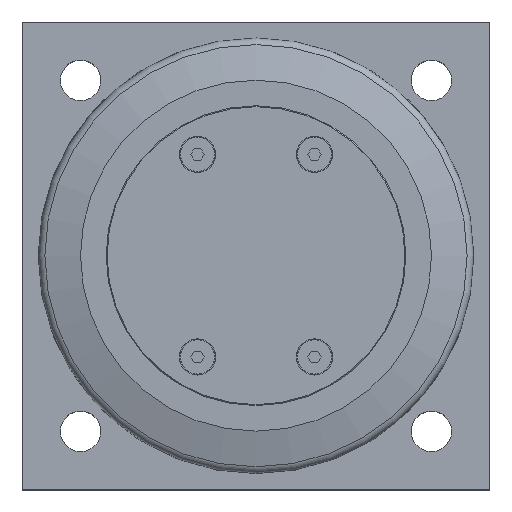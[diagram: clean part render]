
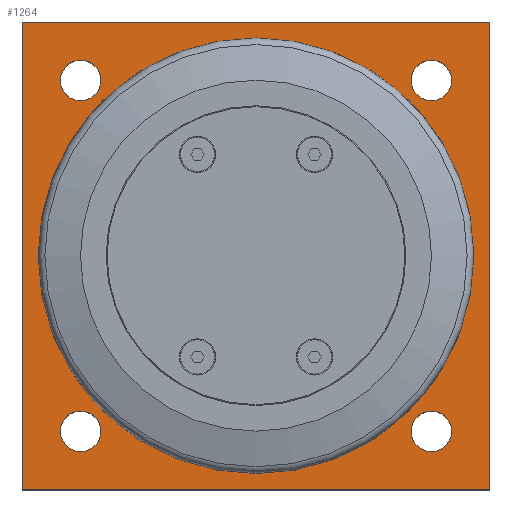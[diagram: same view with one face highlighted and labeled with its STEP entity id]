
A CAD part, top view. The second image highlights one B-rep face of the part: STEP entity #1264.
In plain terms, the highlighted planar face has unit normal (0, 0, 1).
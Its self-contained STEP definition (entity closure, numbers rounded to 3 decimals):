
#41=FACE_BOUND('',#282,.T.);
#42=FACE_BOUND('',#283,.T.);
#43=FACE_BOUND('',#284,.T.);
#44=FACE_BOUND('',#285,.T.);
#45=FACE_BOUND('',#286,.T.);
#104=CIRCLE('',#1409,51.);
#105=CIRCLE('',#1411,6.918);
#106=CIRCLE('',#1412,6.918);
#107=CIRCLE('',#1413,6.918);
#108=CIRCLE('',#1414,6.918);
#109=CIRCLE('',#1415,6.918);
#110=CIRCLE('',#1416,6.918);
#111=CIRCLE('',#1417,6.918);
#112=CIRCLE('',#1418,6.918);
#194=FACE_OUTER_BOUND('',#281,.T.);
#281=EDGE_LOOP('',(#1099,#1100,#1101,#1102));
#282=EDGE_LOOP('',(#1103,#1104));
#283=EDGE_LOOP('',(#1105,#1106));
#284=EDGE_LOOP('',(#1107,#1108));
#285=EDGE_LOOP('',(#1109,#1110));
#286=EDGE_LOOP('',(#1111));
#391=LINE('',#2155,#498);
#392=LINE('',#2157,#499);
#393=LINE('',#2159,#500);
#394=LINE('',#2160,#501);
#498=VECTOR('',#1759,10.);
#499=VECTOR('',#1760,10.);
#500=VECTOR('',#1761,10.);
#501=VECTOR('',#1762,10.);
#613=VERTEX_POINT('',#2149);
#614=VERTEX_POINT('',#2153);
#615=VERTEX_POINT('',#2154);
#616=VERTEX_POINT('',#2156);
#617=VERTEX_POINT('',#2158);
#618=VERTEX_POINT('',#2161);
#619=VERTEX_POINT('',#2162);
#620=VERTEX_POINT('',#2165);
#621=VERTEX_POINT('',#2166);
#622=VERTEX_POINT('',#2169);
#623=VERTEX_POINT('',#2170);
#624=VERTEX_POINT('',#2173);
#625=VERTEX_POINT('',#2174);
#779=EDGE_CURVE('',#613,#613,#104,.T.);
#780=EDGE_CURVE('',#614,#615,#391,.T.);
#781=EDGE_CURVE('',#616,#614,#392,.T.);
#782=EDGE_CURVE('',#617,#616,#393,.T.);
#783=EDGE_CURVE('',#615,#617,#394,.T.);
#784=EDGE_CURVE('',#618,#619,#105,.T.);
#785=EDGE_CURVE('',#619,#618,#106,.T.);
#786=EDGE_CURVE('',#620,#621,#107,.T.);
#787=EDGE_CURVE('',#621,#620,#108,.T.);
#788=EDGE_CURVE('',#622,#623,#109,.T.);
#789=EDGE_CURVE('',#623,#622,#110,.T.);
#790=EDGE_CURVE('',#624,#625,#111,.T.);
#791=EDGE_CURVE('',#625,#624,#112,.T.);
#1099=ORIENTED_EDGE('',*,*,#780,.F.);
#1100=ORIENTED_EDGE('',*,*,#781,.F.);
#1101=ORIENTED_EDGE('',*,*,#782,.F.);
#1102=ORIENTED_EDGE('',*,*,#783,.F.);
#1103=ORIENTED_EDGE('',*,*,#784,.T.);
#1104=ORIENTED_EDGE('',*,*,#785,.T.);
#1105=ORIENTED_EDGE('',*,*,#786,.T.);
#1106=ORIENTED_EDGE('',*,*,#787,.T.);
#1107=ORIENTED_EDGE('',*,*,#788,.T.);
#1108=ORIENTED_EDGE('',*,*,#789,.T.);
#1109=ORIENTED_EDGE('',*,*,#790,.T.);
#1110=ORIENTED_EDGE('',*,*,#791,.T.);
#1111=ORIENTED_EDGE('',*,*,#779,.T.);
#1196=PLANE('',#1410);
#1264=ADVANCED_FACE('',(#194,#41,#42,#43,#44,#45),#1196,.T.);
#1409=AXIS2_PLACEMENT_3D('',#2151,#1755,#1756);
#1410=AXIS2_PLACEMENT_3D('',#2152,#1757,#1758);
#1411=AXIS2_PLACEMENT_3D('',#2163,#1763,#1764);
#1412=AXIS2_PLACEMENT_3D('',#2164,#1765,#1766);
#1413=AXIS2_PLACEMENT_3D('',#2167,#1767,#1768);
#1414=AXIS2_PLACEMENT_3D('',#2168,#1769,#1770);
#1415=AXIS2_PLACEMENT_3D('',#2171,#1771,#1772);
#1416=AXIS2_PLACEMENT_3D('',#2172,#1773,#1774);
#1417=AXIS2_PLACEMENT_3D('',#2175,#1775,#1776);
#1418=AXIS2_PLACEMENT_3D('',#2176,#1777,#1778);
#1755=DIRECTION('center_axis',(0.,0.,-1.));
#1756=DIRECTION('ref_axis',(0.,1.,0.));
#1757=DIRECTION('center_axis',(0.,0.,1.));
#1758=DIRECTION('ref_axis',(1.,0.,0.));
#1759=DIRECTION('',(0.,1.,0.));
#1760=DIRECTION('',(-1.,0.,0.));
#1761=DIRECTION('',(0.,-1.,0.));
#1762=DIRECTION('',(1.,0.,0.));
#1763=DIRECTION('center_axis',(0.,0.,-1.));
#1764=DIRECTION('ref_axis',(1.,0.,0.));
#1765=DIRECTION('center_axis',(0.,0.,-1.));
#1766=DIRECTION('ref_axis',(1.,0.,0.));
#1767=DIRECTION('center_axis',(0.,0.,-1.));
#1768=DIRECTION('ref_axis',(1.,0.,0.));
#1769=DIRECTION('center_axis',(0.,0.,-1.));
#1770=DIRECTION('ref_axis',(1.,0.,0.));
#1771=DIRECTION('center_axis',(0.,0.,-1.));
#1772=DIRECTION('ref_axis',(1.,0.,0.));
#1773=DIRECTION('center_axis',(0.,0.,-1.));
#1774=DIRECTION('ref_axis',(1.,0.,0.));
#1775=DIRECTION('center_axis',(0.,0.,-1.));
#1776=DIRECTION('ref_axis',(1.,0.,0.));
#1777=DIRECTION('center_axis',(0.,0.,-1.));
#1778=DIRECTION('ref_axis',(1.,0.,0.));
#2149=CARTESIAN_POINT('',(80.,29.,25.));
#2151=CARTESIAN_POINT('Origin',(80.,80.,25.));
#2152=CARTESIAN_POINT('Origin',(80.,80.,25.));
#2153=CARTESIAN_POINT('',(0.,0.,25.));
#2154=CARTESIAN_POINT('',(0.,160.,25.));
#2155=CARTESIAN_POINT('',(0.,160.,25.));
#2156=CARTESIAN_POINT('',(160.,0.,25.));
#2157=CARTESIAN_POINT('',(0.,0.,25.));
#2158=CARTESIAN_POINT('',(160.,160.,25.));
#2159=CARTESIAN_POINT('',(160.,0.,25.));
#2160=CARTESIAN_POINT('',(160.,160.,25.));
#2161=CARTESIAN_POINT('',(26.917,20.,25.));
#2162=CARTESIAN_POINT('',(13.082,20.,25.));
#2163=CARTESIAN_POINT('Origin',(20.,20.,25.));
#2164=CARTESIAN_POINT('Origin',(20.,20.,25.));
#2165=CARTESIAN_POINT('',(146.918,20.,25.));
#2166=CARTESIAN_POINT('',(133.083,20.,25.));
#2167=CARTESIAN_POINT('Origin',(140.,20.,25.));
#2168=CARTESIAN_POINT('Origin',(140.,20.,25.));
#2169=CARTESIAN_POINT('',(146.918,140.,25.));
#2170=CARTESIAN_POINT('',(133.083,140.,25.));
#2171=CARTESIAN_POINT('Origin',(140.,140.,25.));
#2172=CARTESIAN_POINT('Origin',(140.,140.,25.));
#2173=CARTESIAN_POINT('',(26.917,140.,25.));
#2174=CARTESIAN_POINT('',(13.082,140.,25.));
#2175=CARTESIAN_POINT('Origin',(20.,140.,25.));
#2176=CARTESIAN_POINT('Origin',(20.,140.,25.));
